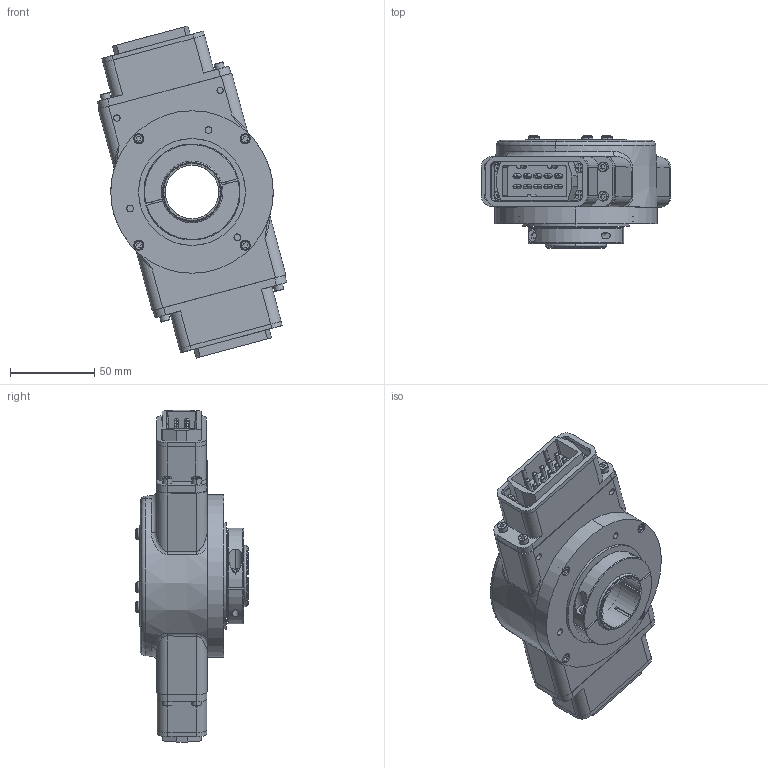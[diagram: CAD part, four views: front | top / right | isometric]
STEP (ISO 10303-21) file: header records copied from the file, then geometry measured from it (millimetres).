
FILE_DESCRIPTION((''),'2;1');
FILE_NAME('HSD35_BLANK_ASM','2010-03-01T',('jude.martin'),(''),'PRO/ENGINEER BY PARAMETRIC TECHNOLOGY CORPORATION, 2007030','PRO/ENGINEER BY PARAMETRIC TECHNOLOGY CORPORATION, 2007030','');
FILE_SCHEMA(('CONFIG_CONTROL_DESIGN'));
Length unit declared in the file: millimetre
Products named in the file (24): PRT0017; PRT0018; PRT0019; PRT0020; PRT0021; PRT0022; PRT0023; PRT0024; PRT0025; PRT0026; PRT0027; PRT0028; PRT0029; PRT0030; PRT0031; 22; PRT0032; PRT0033; PRT0036; PRT0037; ASSEM3_ASM; ASSEM2_ASM; ASM0002_ASM; HSD35_BLANK_ASM
Assembly tree (28 placements, depth 5):
  HSD35_BLANK_ASM
    ASM0002_ASM
      PRT0017
      PRT0018
      PRT0019
      PRT0020
      PRT0021
      PRT0022  x2
      PRT0023
      PRT0024
      PRT0025
      PRT0026
      PRT0027
      PRT0028
      PRT0029
      PRT0030
      PRT0031
      22
      ASSEM2_ASM  x2
        PRT0032
        ASSEM3_ASM
          PRT0033
          PRT0036
          PRT0037
Bounding box: 112.66 x 66.67 x 197.24 mm (x, y, z)
Volume: 571713.5 mm3; surface area: 154710.2 mm2
Topology: 31 solids, 31 shells, 2102 faces, 5647 edges, 3791 vertices
Faces by surface type: plane 1518, cylinder 392, cone 112, bspline 58, torus 22
Entity records: 41541 total; most frequent: CARTESIAN_POINT 9279, DIRECTION 6684, ORIENTED_EDGE 6606, EDGE_CURVE 3303, VECTOR 2298, LINE 2298, VERTEX_POINT 2223, AXIS2_PLACEMENT_3D 2193
